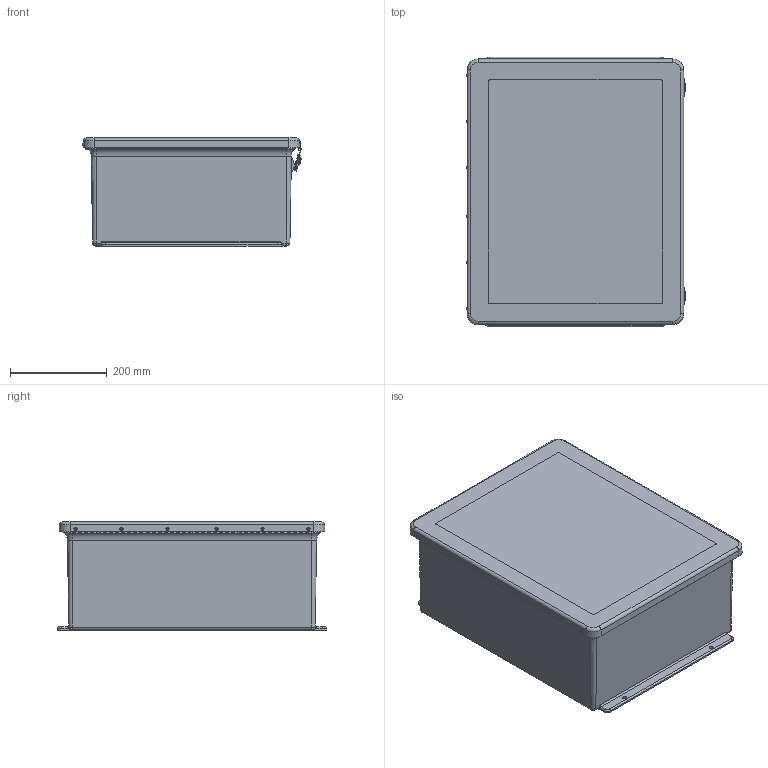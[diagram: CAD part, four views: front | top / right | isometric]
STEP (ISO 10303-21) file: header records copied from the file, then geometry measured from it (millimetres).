
FILE_DESCRIPTION(/* description */ (''),/* implementation_level */ '2;1');
FILE_NAME(/* name */ 'HW-J201608CHTLW.stp',/* time_stamp */ '2014-03-14T07:25:14-05:00',/* author */ ('pmescher'),/* organization */ (''),/* preprocessor_version */ 'ST-DEVELOPER v15.2',/* originating_system */ 'Autodesk Inventor 2014',/* authorisation */ '');
FILE_SCHEMA (('AUTOMOTIVE_DESIGN { 1 0 10303 214 3 1 1 }'));
Length unit declared in the file: inch
Products named in the file (29): J2016HL_3; RMINS45821P_61; RMINS45821P_62; RMINS45821P_63; RMINS45821P_64; J2016BHL; JW2016HLCVR; GASKET_2016; WINDOW_2016; WP2016HLU; RMRIV43; RMKEEPJLL150WT; RMHINGCOV19; RMHINGBOX19; RMHINGPIN19; RMHING19; JONEA; JONEB; JONEC; JONED; JONEE; JONEF; JONEG; JONEH; JONEI; JONE; RMLATJLL150_5; RMLATJLL150_6; JW2016HLL_STP
Bounding box: 453 x 558.8 x 223.88 mm (x, y, z)
Volume: 4936583.6 mm3; surface area: 1964755.8 mm2
Topology: 65 solids, 65 shells, 1456 faces, 3669 edges, 2393 vertices
Faces by surface type: plane 692, cylinder 567, bspline 66, cone 65, torus 56, sphere 10
Full cylindrical faces by diameter (mm): 2.159 x79, 2.4 x2, 2.7 x4, 3 x2, 3.175 x30, 3.25 x2, 3.302 x8, 3.327 x12, 3.5 x2, 3.556 x20, 3.861 x5, 3.962 x7, 4.2 x4, 4.609 x2, 4.618 x2, 4.7 x2, 4.9 x2, 5 x4, 5.3 x2, 5.537 x4, 6.35 x30, 6.858 x4, 13.3 x2, 13.5 x2
Entity records: 36801 total; most frequent: CARTESIAN_POINT 11092, DIRECTION 5387, ORIENTED_EDGE 4876, EDGE_CURVE 2438, AXIS2_PLACEMENT_3D 1989, VERTEX_POINT 1693, EDGE_LOOP 1433, LINE 1409
